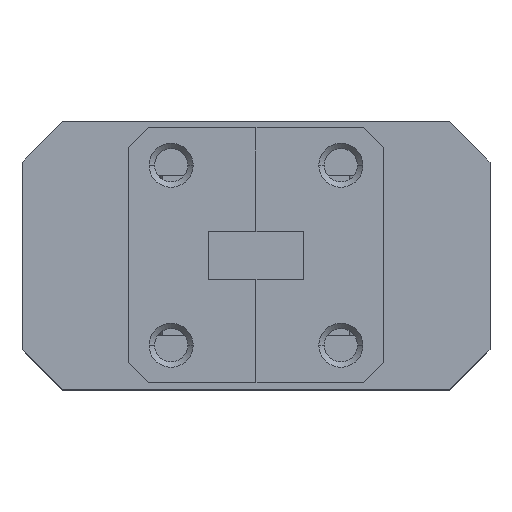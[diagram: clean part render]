
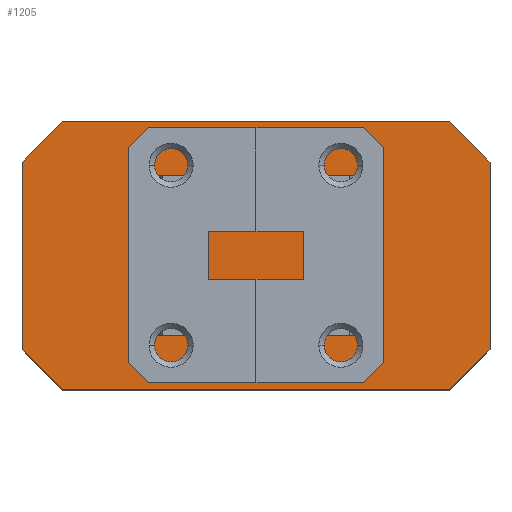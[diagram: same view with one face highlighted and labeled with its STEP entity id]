
A CAD part, top view. The second image highlights one B-rep face of the part: STEP entity #1205.
In plain terms, the highlighted planar face has unit normal (0, 0, 1).
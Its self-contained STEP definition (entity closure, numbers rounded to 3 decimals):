
#251 = LINE ( 'NONE', #8227, #7814 ) ;
#300 = CARTESIAN_POINT ( 'NONE',  ( 14.286, 33.477, 51.821 ) ) ;
#365 = VECTOR ( 'NONE', #5879, 1000. ) ;
#402 = EDGE_CURVE ( 'NONE', #4228, #2318, #8061, .T. ) ;
#675 = ORIENTED_EDGE ( 'NONE', *, *, #1567, .T. ) ;
#809 = CARTESIAN_POINT ( 'NONE',  ( 14.286, 47.477, 51.821 ) ) ;
#1024 = VECTOR ( 'NONE', #5841, 1000. ) ;
#1175 = ORIENTED_EDGE ( 'NONE', *, *, #1422, .T. ) ;
#1205 = ADVANCED_FACE ( 'NONE', ( #7963 ), #4068, .F. ) ;
#1323 = CARTESIAN_POINT ( 'NONE',  ( 17.286, 30.477, 51.821 ) ) ;
#1401 = CARTESIAN_POINT ( 'NONE',  ( 46.286, 30.477, 51.821 ) ) ;
#1422 = EDGE_CURVE ( 'NONE', #6946, #7446, #4671, .T. ) ;
#1543 = ORIENTED_EDGE ( 'NONE', *, *, #1872, .T. ) ;
#1567 = EDGE_CURVE ( 'NONE', #7040, #4342, #2237, .T. ) ;
#1872 = EDGE_CURVE ( 'NONE', #8009, #4228, #6551, .T. ) ;
#2131 = ORIENTED_EDGE ( 'NONE', *, *, #6786, .T. ) ;
#2237 = LINE ( 'NONE', #809, #2915 ) ;
#2318 = VERTEX_POINT ( 'NONE', #6780 ) ;
#2697 = ORIENTED_EDGE ( 'NONE', *, *, #6684, .T. ) ;
#2860 = VECTOR ( 'NONE', #6735, 1000. ) ;
#2915 = VECTOR ( 'NONE', #7587, 1000. ) ;
#3008 = DIRECTION ( 'NONE',  ( 0.707, -0.707, 0. ) ) ;
#3010 = LINE ( 'NONE', #3246, #5137 ) ;
#3246 = CARTESIAN_POINT ( 'NONE',  ( 17.286, 50.477, 51.821 ) ) ;
#3276 = CARTESIAN_POINT ( 'NONE',  ( 17.286, 50.477, 51.821 ) ) ;
#3820 = CARTESIAN_POINT ( 'NONE',  ( 49.286, 33.477, 51.821 ) ) ;
#4068 = PLANE ( 'NONE',  #8111 ) ;
#4228 = VERTEX_POINT ( 'NONE', #8433 ) ;
#4342 = VERTEX_POINT ( 'NONE', #4748 ) ;
#4384 = LINE ( 'NONE', #3820, #1024 ) ;
#4473 = EDGE_LOOP ( 'NONE', ( #675, #5953, #1543, #4572, #2131, #4670, #1175, #2697 ) ) ;
#4572 = ORIENTED_EDGE ( 'NONE', *, *, #402, .T. ) ;
#4670 = ORIENTED_EDGE ( 'NONE', *, *, #6673, .T. ) ;
#4671 = LINE ( 'NONE', #5338, #365 ) ;
#4698 = VECTOR ( 'NONE', #6722, 1000. ) ;
#4748 = CARTESIAN_POINT ( 'NONE',  ( 14.286, 47.477, 51.821 ) ) ;
#4870 = VERTEX_POINT ( 'NONE', #4975 ) ;
#4975 = CARTESIAN_POINT ( 'NONE',  ( 49.286, 33.477, 51.821 ) ) ;
#5137 = VECTOR ( 'NONE', #6009, 1000. ) ;
#5206 = CARTESIAN_POINT ( 'NONE',  ( 46.286, 50.477, 51.821 ) ) ;
#5338 = CARTESIAN_POINT ( 'NONE',  ( 46.286, 50.477, 51.821 ) ) ;
#5568 = CARTESIAN_POINT ( 'NONE',  ( 14.286, 33.477, 51.821 ) ) ;
#5841 = DIRECTION ( 'NONE',  ( 0., 1., 0. ) ) ;
#5879 = DIRECTION ( 'NONE',  ( -0.707, 0.707, 0. ) ) ;
#5953 = ORIENTED_EDGE ( 'NONE', *, *, #6874, .T. ) ;
#6009 = DIRECTION ( 'NONE',  ( -1., 0., 0. ) ) ;
#6452 = CARTESIAN_POINT ( 'NONE',  ( 49.286, 47.477, 51.821 ) ) ;
#6551 = LINE ( 'NONE', #300, #8719 ) ;
#6673 = EDGE_CURVE ( 'NONE', #4870, #6946, #4384, .T. ) ;
#6684 = EDGE_CURVE ( 'NONE', #7446, #7040, #3010, .T. ) ;
#6722 = DIRECTION ( 'NONE',  ( 0.707, 0.707, 0. ) ) ;
#6735 = DIRECTION ( 'NONE',  ( 1., 0., 0. ) ) ;
#6767 = CARTESIAN_POINT ( 'NONE',  ( 0., 0., 51.821 ) ) ;
#6780 = CARTESIAN_POINT ( 'NONE',  ( 46.286, 30.477, 51.821 ) ) ;
#6786 = EDGE_CURVE ( 'NONE', #2318, #4870, #7470, .T. ) ;
#6874 = EDGE_CURVE ( 'NONE', #4342, #8009, #251, .T. ) ;
#6938 = DIRECTION ( 'NONE',  ( 0., -1., 0. ) ) ;
#6946 = VERTEX_POINT ( 'NONE', #6452 ) ;
#7040 = VERTEX_POINT ( 'NONE', #3276 ) ;
#7255 = DIRECTION ( 'NONE',  ( 0., 0., -1. ) ) ;
#7446 = VERTEX_POINT ( 'NONE', #5206 ) ;
#7470 = LINE ( 'NONE', #1401, #4698 ) ;
#7587 = DIRECTION ( 'NONE',  ( -0.707, -0.707, 0. ) ) ;
#7814 = VECTOR ( 'NONE', #6938, 1000. ) ;
#7963 = FACE_OUTER_BOUND ( 'NONE', #4473, .T. ) ;
#8009 = VERTEX_POINT ( 'NONE', #5568 ) ;
#8061 = LINE ( 'NONE', #1323, #2860 ) ;
#8111 = AXIS2_PLACEMENT_3D ( 'NONE', #6767, #7255, #8718 ) ;
#8227 = CARTESIAN_POINT ( 'NONE',  ( 14.286, 33.477, 51.821 ) ) ;
#8433 = CARTESIAN_POINT ( 'NONE',  ( 17.286, 30.477, 51.821 ) ) ;
#8718 = DIRECTION ( 'NONE',  ( -1., 0., 0. ) ) ;
#8719 = VECTOR ( 'NONE', #3008, 1000. ) ;
